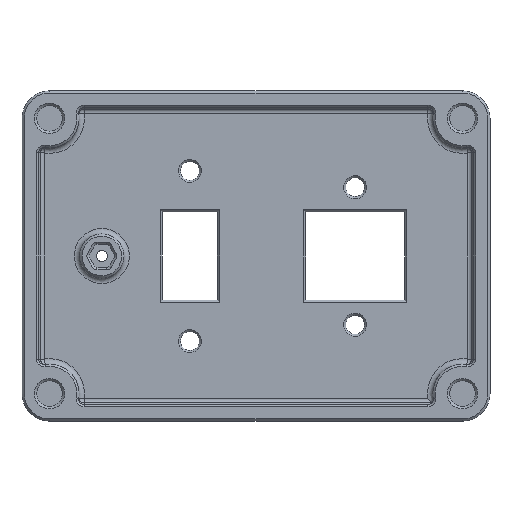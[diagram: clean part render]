
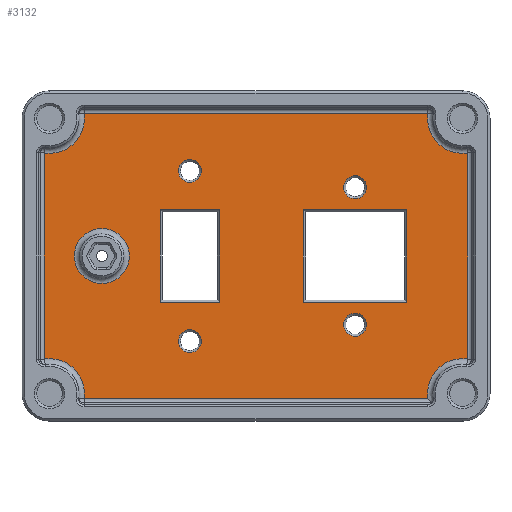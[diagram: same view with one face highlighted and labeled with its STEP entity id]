
A CAD part, front view. The second image highlights one B-rep face of the part: STEP entity #3132.
In plain terms, the highlighted planar face has unit normal (0, -1, 0).
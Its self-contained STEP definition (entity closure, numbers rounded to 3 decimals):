
#164=FACE_BOUND('',#566,.T.);
#165=FACE_BOUND('',#567,.T.);
#166=FACE_BOUND('',#568,.T.);
#167=FACE_BOUND('',#569,.T.);
#168=FACE_BOUND('',#570,.T.);
#169=FACE_BOUND('',#571,.T.);
#170=FACE_BOUND('',#572,.T.);
#185=CIRCLE('',#3358,6.35);
#186=CIRCLE('',#3359,6.35);
#187=CIRCLE('',#3360,6.35);
#188=CIRCLE('',#3361,6.35);
#189=CIRCLE('',#3362,2.1);
#190=CIRCLE('',#3363,2.1);
#191=CIRCLE('',#3364,5.);
#192=CIRCLE('',#3365,2.1);
#193=CIRCLE('',#3366,2.1);
#354=FACE_OUTER_BOUND('',#565,.T.);
#565=EDGE_LOOP('',(#2113,#2114,#2115,#2116,#2117,#2118,#2119,#2120));
#566=EDGE_LOOP('',(#2121,#2122,#2123,#2124));
#567=EDGE_LOOP('',(#2125));
#568=EDGE_LOOP('',(#2126));
#569=EDGE_LOOP('',(#2127));
#570=EDGE_LOOP('',(#2128));
#571=EDGE_LOOP('',(#2129));
#572=EDGE_LOOP('',(#2130,#2131,#2132,#2133));
#791=LINE('',#4823,#1069);
#797=LINE('',#4836,#1075);
#799=LINE('',#4839,#1077);
#801=LINE('',#4842,#1079);
#808=LINE('',#4857,#1086);
#809=LINE('',#4861,#1087);
#810=LINE('',#4865,#1088);
#811=LINE('',#4869,#1089);
#812=LINE('',#4873,#1090);
#813=LINE('',#4875,#1091);
#814=LINE('',#4877,#1092);
#815=LINE('',#4878,#1093);
#1069=VECTOR('',#3751,10.);
#1075=VECTOR('',#3759,10.);
#1077=VECTOR('',#3763,10.);
#1079=VECTOR('',#3767,10.);
#1086=VECTOR('',#3780,1000.);
#1087=VECTOR('',#3783,1000.);
#1088=VECTOR('',#3786,1000.);
#1089=VECTOR('',#3789,1000.);
#1090=VECTOR('',#3792,10.);
#1091=VECTOR('',#3793,10.);
#1092=VECTOR('',#3794,10.);
#1093=VECTOR('',#3795,10.);
#1347=VERTEX_POINT('',#4821);
#1348=VERTEX_POINT('',#4822);
#1353=VERTEX_POINT('',#4833);
#1354=VERTEX_POINT('',#4835);
#1358=VERTEX_POINT('',#4855);
#1359=VERTEX_POINT('',#4856);
#1360=VERTEX_POINT('',#4858);
#1361=VERTEX_POINT('',#4860);
#1362=VERTEX_POINT('',#4862);
#1363=VERTEX_POINT('',#4864);
#1364=VERTEX_POINT('',#4866);
#1365=VERTEX_POINT('',#4868);
#1366=VERTEX_POINT('',#4871);
#1367=VERTEX_POINT('',#4872);
#1368=VERTEX_POINT('',#4874);
#1369=VERTEX_POINT('',#4876);
#1370=VERTEX_POINT('',#4879);
#1371=VERTEX_POINT('',#4881);
#1372=VERTEX_POINT('',#4883);
#1373=VERTEX_POINT('',#4885);
#1374=VERTEX_POINT('',#4887);
#1617=EDGE_CURVE('',#1347,#1348,#791,.T.);
#1623=EDGE_CURVE('',#1353,#1354,#797,.T.);
#1625=EDGE_CURVE('',#1348,#1353,#799,.T.);
#1627=EDGE_CURVE('',#1354,#1347,#801,.T.);
#1634=EDGE_CURVE('',#1358,#1359,#808,.T.);
#1635=EDGE_CURVE('',#1359,#1360,#185,.T.);
#1636=EDGE_CURVE('',#1360,#1361,#809,.T.);
#1637=EDGE_CURVE('',#1361,#1362,#186,.T.);
#1638=EDGE_CURVE('',#1362,#1363,#810,.T.);
#1639=EDGE_CURVE('',#1363,#1364,#187,.T.);
#1640=EDGE_CURVE('',#1364,#1365,#811,.T.);
#1641=EDGE_CURVE('',#1365,#1358,#188,.T.);
#1642=EDGE_CURVE('',#1366,#1367,#812,.T.);
#1643=EDGE_CURVE('',#1368,#1366,#813,.T.);
#1644=EDGE_CURVE('',#1369,#1368,#814,.T.);
#1645=EDGE_CURVE('',#1367,#1369,#815,.T.);
#1646=EDGE_CURVE('',#1370,#1370,#189,.T.);
#1647=EDGE_CURVE('',#1371,#1371,#190,.T.);
#1648=EDGE_CURVE('',#1372,#1372,#191,.T.);
#1649=EDGE_CURVE('',#1373,#1373,#192,.T.);
#1650=EDGE_CURVE('',#1374,#1374,#193,.T.);
#2113=ORIENTED_EDGE('',*,*,#1634,.T.);
#2114=ORIENTED_EDGE('',*,*,#1635,.T.);
#2115=ORIENTED_EDGE('',*,*,#1636,.T.);
#2116=ORIENTED_EDGE('',*,*,#1637,.T.);
#2117=ORIENTED_EDGE('',*,*,#1638,.T.);
#2118=ORIENTED_EDGE('',*,*,#1639,.T.);
#2119=ORIENTED_EDGE('',*,*,#1640,.T.);
#2120=ORIENTED_EDGE('',*,*,#1641,.T.);
#2121=ORIENTED_EDGE('',*,*,#1642,.F.);
#2122=ORIENTED_EDGE('',*,*,#1643,.F.);
#2123=ORIENTED_EDGE('',*,*,#1644,.F.);
#2124=ORIENTED_EDGE('',*,*,#1645,.F.);
#2125=ORIENTED_EDGE('',*,*,#1646,.F.);
#2126=ORIENTED_EDGE('',*,*,#1647,.F.);
#2127=ORIENTED_EDGE('',*,*,#1648,.F.);
#2128=ORIENTED_EDGE('',*,*,#1649,.F.);
#2129=ORIENTED_EDGE('',*,*,#1650,.F.);
#2130=ORIENTED_EDGE('',*,*,#1623,.F.);
#2131=ORIENTED_EDGE('',*,*,#1625,.F.);
#2132=ORIENTED_EDGE('',*,*,#1617,.F.);
#2133=ORIENTED_EDGE('',*,*,#1627,.F.);
#3039=PLANE('',#3357);
#3132=ADVANCED_FACE('',(#354,#164,#165,#166,#167,#168,#169,#170),#3039,
 .F.);
#3357=AXIS2_PLACEMENT_3D('',#4854,#3778,#3779);
#3358=AXIS2_PLACEMENT_3D('',#4859,#3781,#3782);
#3359=AXIS2_PLACEMENT_3D('',#4863,#3784,#3785);
#3360=AXIS2_PLACEMENT_3D('',#4867,#3787,#3788);
#3361=AXIS2_PLACEMENT_3D('',#4870,#3790,#3791);
#3362=AXIS2_PLACEMENT_3D('',#4880,#3796,#3797);
#3363=AXIS2_PLACEMENT_3D('',#4882,#3798,#3799);
#3364=AXIS2_PLACEMENT_3D('',#4884,#3800,#3801);
#3365=AXIS2_PLACEMENT_3D('',#4886,#3802,#3803);
#3366=AXIS2_PLACEMENT_3D('',#4888,#3804,#3805);
#3751=DIRECTION('',(0.,0.,1.));
#3759=DIRECTION('',(0.,0.,-1.));
#3763=DIRECTION('',(-1.,0.,0.));
#3767=DIRECTION('',(1.,0.,0.));
#3778=DIRECTION('center_axis',(0.,1.,0.));
#3779=DIRECTION('ref_axis',(0.,0.,1.));
#3780=DIRECTION('',(0.,0.,-1.));
#3781=DIRECTION('center_axis',(0.,1.,0.));
#3782=DIRECTION('ref_axis',(0.,0.,1.));
#3783=DIRECTION('',(1.,0.,0.));
#3784=DIRECTION('center_axis',(0.,1.,0.));
#3785=DIRECTION('ref_axis',(0.,0.,1.));
#3786=DIRECTION('',(0.,0.,1.));
#3787=DIRECTION('center_axis',(0.,1.,0.));
#3788=DIRECTION('ref_axis',(0.,0.,1.));
#3789=DIRECTION('',(-1.,0.,0.));
#3790=DIRECTION('center_axis',(0.,1.,0.));
#3791=DIRECTION('ref_axis',(0.,0.,1.));
#3792=DIRECTION('',(1.,0.,0.));
#3793=DIRECTION('',(0.,0.,-1.));
#3794=DIRECTION('',(-1.,0.,0.));
#3795=DIRECTION('',(0.,0.,1.));
#3796=DIRECTION('center_axis',(0.,-1.,0.));
#3797=DIRECTION('ref_axis',(-1.,0.,0.));
#3798=DIRECTION('center_axis',(0.,-1.,0.));
#3799=DIRECTION('ref_axis',(-1.,0.,0.));
#3800=DIRECTION('center_axis',(0.,-1.,0.));
#3801=DIRECTION('ref_axis',(1.,0.,0.));
#3802=DIRECTION('center_axis',(0.,-1.,0.));
#3803=DIRECTION('ref_axis',(-1.,0.,0.));
#3804=DIRECTION('center_axis',(0.,-1.,0.));
#3805=DIRECTION('ref_axis',(-1.,0.,0.));
#4821=CARTESIAN_POINT('',(-6.6,5.,-8.4));
#4822=CARTESIAN_POINT('',(-6.6,5.,8.4));
#4823=CARTESIAN_POINT('',(-6.6,5.,-4.));
#4833=CARTESIAN_POINT('',(-17.4,5.,8.4));
#4835=CARTESIAN_POINT('',(-17.4,5.,-8.4));
#4836=CARTESIAN_POINT('',(-17.4,5.,4.));
#4839=CARTESIAN_POINT('',(-3.5,5.,8.4));
#4842=CARTESIAN_POINT('',(-8.5,5.,-8.4));
#4854=CARTESIAN_POINT('Origin',(0.,5.,0.));
#4855=CARTESIAN_POINT('',(-38.443,5.,18.72));
#4856=CARTESIAN_POINT('',(-38.443,5.,-18.72));
#4857=CARTESIAN_POINT('',(-38.443,5.,-19.825));
#4858=CARTESIAN_POINT('',(-31.22,5.,-25.943));
#4859=CARTESIAN_POINT('Origin',(-37.5,5.,-25.));
#4860=CARTESIAN_POINT('',(31.22,5.,-25.943));
#4861=CARTESIAN_POINT('',(32.325,5.,-25.943));
#4862=CARTESIAN_POINT('',(38.443,5.,-18.72));
#4863=CARTESIAN_POINT('Origin',(37.5,5.,-25.));
#4864=CARTESIAN_POINT('',(38.443,5.,18.72));
#4865=CARTESIAN_POINT('',(38.443,5.,19.825));
#4866=CARTESIAN_POINT('',(31.22,5.,25.943));
#4867=CARTESIAN_POINT('Origin',(37.5,5.,25.));
#4868=CARTESIAN_POINT('',(-31.22,5.,25.943));
#4869=CARTESIAN_POINT('',(-32.325,5.,25.943));
#4870=CARTESIAN_POINT('Origin',(-37.5,5.,25.));
#4871=CARTESIAN_POINT('',(8.6,5.,-8.4));
#4872=CARTESIAN_POINT('',(27.4,5.,-8.4));
#4873=CARTESIAN_POINT('',(4.5,5.,-8.4));
#4874=CARTESIAN_POINT('',(8.6,5.,8.4));
#4875=CARTESIAN_POINT('',(8.6,5.,4.));
#4876=CARTESIAN_POINT('',(27.4,5.,8.4));
#4877=CARTESIAN_POINT('',(13.5,5.,8.4));
#4878=CARTESIAN_POINT('',(27.4,5.,-4.));
#4879=CARTESIAN_POINT('',(20.1,5.,12.5));
#4880=CARTESIAN_POINT('Origin',(18.,5.,12.5));
#4881=CARTESIAN_POINT('',(-9.9,5.,-15.45));
#4882=CARTESIAN_POINT('Origin',(-12.,5.,-15.45));
#4883=CARTESIAN_POINT('',(-28.,5.,-5.));
#4884=CARTESIAN_POINT('Origin',(-28.,5.,0.));
#4885=CARTESIAN_POINT('',(-9.9,5.,15.45));
#4886=CARTESIAN_POINT('Origin',(-12.,5.,15.45));
#4887=CARTESIAN_POINT('',(20.1,5.,-12.5));
#4888=CARTESIAN_POINT('Origin',(18.,5.,-12.5));
